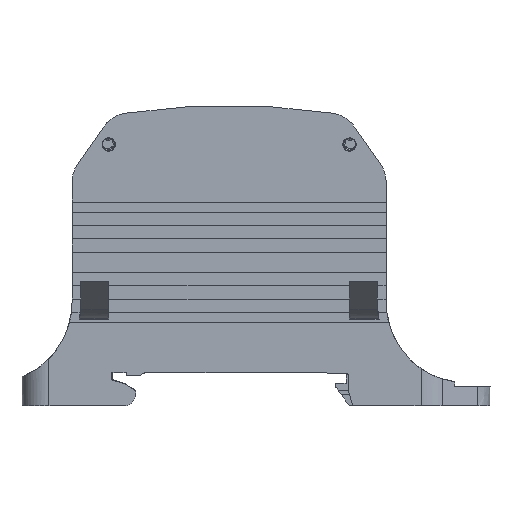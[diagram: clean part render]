
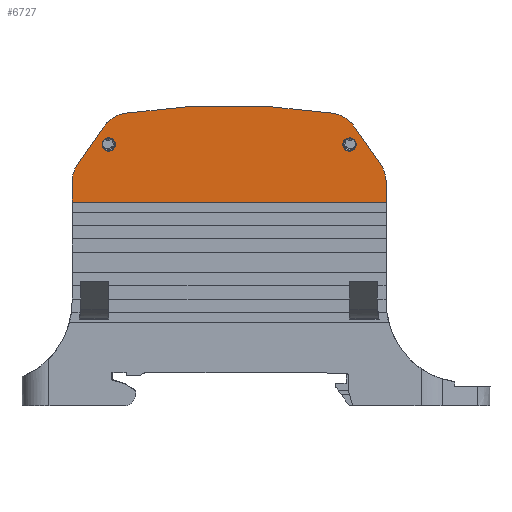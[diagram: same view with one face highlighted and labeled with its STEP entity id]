
A CAD part, left-side view. The second image highlights one B-rep face of the part: STEP entity #6727.
In plain terms, the highlighted planar face has unit normal (-1, 0, 0).
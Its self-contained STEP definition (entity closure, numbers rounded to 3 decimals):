
#2875=AXIS2_PLACEMENT_3D('Plane Axis2P3D',#2872,#2873,#2874) ;
#6585=AXIS2_PLACEMENT_3D('Circle Axis2P3D',#6583,#6584,$) ;
#6599=AXIS2_PLACEMENT_3D('Circle Axis2P3D',#6597,#6598,$) ;
#6606=AXIS2_PLACEMENT_3D('Circle Axis2P3D',#6604,#6605,$) ;
#6613=AXIS2_PLACEMENT_3D('Circle Axis2P3D',#6611,#6612,$) ;
#6627=AXIS2_PLACEMENT_3D('Circle Axis2P3D',#6625,#6626,$) ;
#6651=AXIS2_PLACEMENT_3D('Circle Axis2P3D',#6649,#6650,$) ;
#6660=AXIS2_PLACEMENT_3D('Circle Axis2P3D',#6658,#6659,$) ;
#2872=CARTESIAN_POINT('Axis2P3D Location',(0.,11.525,13.)) ;
#6554=CARTESIAN_POINT('Vertex',(0.,15.525,30.5)) ;
#6557=CARTESIAN_POINT('Line Origine',(0.,39.025,30.5)) ;
#6561=CARTESIAN_POINT('Vertex',(0.,62.525,30.5)) ;
#6576=CARTESIAN_POINT('Line Origine',(0.,15.525,31.962)) ;
#6580=CARTESIAN_POINT('Vertex',(0.,15.525,33.424)) ;
#6583=CARTESIAN_POINT('Axis2P3D Location',(0.,20.525,33.424)) ;
#6587=CARTESIAN_POINT('Vertex',(0.,16.429,36.291)) ;
#6590=CARTESIAN_POINT('Line Origine',(0.,18.332,39.008)) ;
#6594=CARTESIAN_POINT('Vertex',(0.,20.234,41.724)) ;
#6597=CARTESIAN_POINT('Axis2P3D Location',(0.,24.329,38.856)) ;
#6601=CARTESIAN_POINT('Vertex',(0.,23.556,43.796)) ;
#6604=CARTESIAN_POINT('Axis2P3D Location',(0.,39.025,-55.)) ;
#6608=CARTESIAN_POINT('Vertex',(0.,54.495,43.796)) ;
#6611=CARTESIAN_POINT('Axis2P3D Location',(0.,53.721,38.856)) ;
#6615=CARTESIAN_POINT('Vertex',(0.,57.817,41.724)) ;
#6618=CARTESIAN_POINT('Line Origine',(0.,59.719,39.008)) ;
#6622=CARTESIAN_POINT('Vertex',(0.,61.621,36.291)) ;
#6625=CARTESIAN_POINT('Axis2P3D Location',(0.,57.525,33.424)) ;
#6629=CARTESIAN_POINT('Vertex',(0.,62.525,33.424)) ;
#6632=CARTESIAN_POINT('Line Origine',(0.,62.525,31.962)) ;
#6649=CARTESIAN_POINT('Axis2P3D Location',(0.,57.025,39.1)) ;
#6653=CARTESIAN_POINT('Vertex',(0.,56.025,39.1)) ;
#6655=CARTESIAN_POINT('Vertex',(0.,58.025,39.1)) ;
#6658=CARTESIAN_POINT('Axis2P3D Location',(0.,57.025,39.1)) ;
#6668=CARTESIAN_POINT('Control Point',(0.,20.025,39.1)) ;
#6669=CARTESIAN_POINT('Control Point',(0.,20.025,39.198)) ;
#6670=CARTESIAN_POINT('Control Point',(0.,20.037,39.296)) ;
#6671=CARTESIAN_POINT('Control Point',(0.,20.061,39.392)) ;
#6672=CARTESIAN_POINT('Control Point',(0.,20.132,39.576)) ;
#6673=CARTESIAN_POINT('Control Point',(0.,20.246,39.738)) ;
#6674=CARTESIAN_POINT('Control Point',(0.,20.312,39.811)) ;
#6675=CARTESIAN_POINT('Control Point',(0.,20.461,39.94)) ;
#6676=CARTESIAN_POINT('Control Point',(0.,20.637,40.03)) ;
#6677=CARTESIAN_POINT('Control Point',(0.,20.731,40.063)) ;
#6678=CARTESIAN_POINT('Control Point',(0.,20.923,40.107)) ;
#6679=CARTESIAN_POINT('Control Point',(0.,21.12,40.103)) ;
#6680=CARTESIAN_POINT('Control Point',(0.,21.218,40.089)) ;
#6681=CARTESIAN_POINT('Control Point',(0.,21.409,40.036)) ;
#6682=CARTESIAN_POINT('Control Point',(0.,21.581,39.94)) ;
#6683=CARTESIAN_POINT('Control Point',(0.,21.661,39.881)) ;
#6684=CARTESIAN_POINT('Control Point',(0.,21.804,39.746)) ;
#6685=CARTESIAN_POINT('Control Point',(0.,21.911,39.58)) ;
#6686=CARTESIAN_POINT('Control Point',(0.,21.954,39.49)) ;
#6687=CARTESIAN_POINT('Control Point',(0.,21.998,39.358)) ;
#6688=CARTESIAN_POINT('Control Point',(0.,22.019,39.221)) ;
#6689=CARTESIAN_POINT('Control Point',(0.,22.023,39.181)) ;
#6690=CARTESIAN_POINT('Control Point',(0.,22.025,39.14)) ;
#6691=CARTESIAN_POINT('Control Point',(0.,22.025,39.1)) ;
#6692=CARTESIAN_POINT('Vertex',(0.,20.025,39.1)) ;
#6694=CARTESIAN_POINT('Vertex',(0.,22.025,39.1)) ;
#6698=CARTESIAN_POINT('Control Point',(0.,22.025,39.1)) ;
#6699=CARTESIAN_POINT('Control Point',(0.,22.025,39.002)) ;
#6700=CARTESIAN_POINT('Control Point',(0.,22.013,38.904)) ;
#6701=CARTESIAN_POINT('Control Point',(0.,21.989,38.808)) ;
#6702=CARTESIAN_POINT('Control Point',(0.,21.918,38.624)) ;
#6703=CARTESIAN_POINT('Control Point',(0.,21.805,38.462)) ;
#6704=CARTESIAN_POINT('Control Point',(0.,21.738,38.389)) ;
#6705=CARTESIAN_POINT('Control Point',(0.,21.589,38.26)) ;
#6706=CARTESIAN_POINT('Control Point',(0.,21.413,38.17)) ;
#6707=CARTESIAN_POINT('Control Point',(0.,21.32,38.137)) ;
#6708=CARTESIAN_POINT('Control Point',(0.,21.127,38.093)) ;
#6709=CARTESIAN_POINT('Control Point',(0.,20.93,38.097)) ;
#6710=CARTESIAN_POINT('Control Point',(0.,20.832,38.111)) ;
#6711=CARTESIAN_POINT('Control Point',(0.,20.642,38.164)) ;
#6712=CARTESIAN_POINT('Control Point',(0.,20.469,38.26)) ;
#6713=CARTESIAN_POINT('Control Point',(0.,20.39,38.319)) ;
#6714=CARTESIAN_POINT('Control Point',(0.,20.246,38.454)) ;
#6715=CARTESIAN_POINT('Control Point',(0.,20.14,38.62)) ;
#6716=CARTESIAN_POINT('Control Point',(0.,20.097,38.71)) ;
#6717=CARTESIAN_POINT('Control Point',(0.,20.052,38.842)) ;
#6718=CARTESIAN_POINT('Control Point',(0.,20.031,38.979)) ;
#6719=CARTESIAN_POINT('Control Point',(0.,20.027,39.019)) ;
#6720=CARTESIAN_POINT('Control Point',(0.,20.025,39.06)) ;
#6721=CARTESIAN_POINT('Control Point',(0.,20.025,39.1)) ;
#2873=DIRECTION('Axis2P3D Direction',(1.,0.,0.)) ;
#2874=DIRECTION('Axis2P3D XDirection',(0.,1.,0.)) ;
#6558=DIRECTION('Vector Direction',(0.,1.,0.)) ;
#6577=DIRECTION('Vector Direction',(0.,0.,1.)) ;
#6584=DIRECTION('Axis2P3D Direction',(1.,0.,0.)) ;
#6591=DIRECTION('Vector Direction',(0.,0.574,0.819)) ;
#6598=DIRECTION('Axis2P3D Direction',(1.,0.,0.)) ;
#6605=DIRECTION('Axis2P3D Direction',(1.,0.,0.)) ;
#6612=DIRECTION('Axis2P3D Direction',(1.,0.,0.)) ;
#6619=DIRECTION('Vector Direction',(0.,-0.574,0.819)) ;
#6626=DIRECTION('Axis2P3D Direction',(1.,0.,0.)) ;
#6633=DIRECTION('Vector Direction',(0.,0.,1.)) ;
#6650=DIRECTION('Axis2P3D Direction',(1.,0.,0.)) ;
#6659=DIRECTION('Axis2P3D Direction',(1.,0.,0.)) ;
#6559=VECTOR('Line Direction',#6558,1.) ;
#6578=VECTOR('Line Direction',#6577,1.) ;
#6592=VECTOR('Line Direction',#6591,1.) ;
#6620=VECTOR('Line Direction',#6619,1.) ;
#6634=VECTOR('Line Direction',#6633,1.) ;
#6638=ORIENTED_EDGE('',*,*,#6563,.F.) ;
#6639=ORIENTED_EDGE('',*,*,#6582,.T.) ;
#6640=ORIENTED_EDGE('',*,*,#6589,.F.) ;
#6641=ORIENTED_EDGE('',*,*,#6596,.T.) ;
#6642=ORIENTED_EDGE('',*,*,#6603,.F.) ;
#6643=ORIENTED_EDGE('',*,*,#6610,.F.) ;
#6644=ORIENTED_EDGE('',*,*,#6617,.F.) ;
#6645=ORIENTED_EDGE('',*,*,#6624,.F.) ;
#6646=ORIENTED_EDGE('',*,*,#6631,.F.) ;
#6647=ORIENTED_EDGE('',*,*,#6636,.F.) ;
#6664=ORIENTED_EDGE('',*,*,#6657,.T.) ;
#6665=ORIENTED_EDGE('',*,*,#6662,.T.) ;
#6724=ORIENTED_EDGE('',*,*,#6696,.F.) ;
#6725=ORIENTED_EDGE('',*,*,#6722,.F.) ;
#6666=FACE_BOUND('',#6663,.T.) ;
#6726=FACE_BOUND('',#6723,.T.) ;
#6727=ADVANCED_FACE('MLD',(#6648,#6666,#6726),#2876,.F.) ;
#6667=B_SPLINE_CURVE_WITH_KNOTS('',5,(#6668,#6669,#6670,#6671,#6672,#6673,#6674,#6675,#6676,#6677,#6678,#6679,#6680,#6681,#6682,#6683,#6684,#6685,#6686,#6687,#6688,#6689,#6690,#6691),.UNSPECIFIED.,.F.,.U.,(6,3,3,3,3,3,3,6),(0.,0.693,1.386,2.078,2.771,3.464,4.157,4.443),.UNSPECIFIED.) ;
#6697=B_SPLINE_CURVE_WITH_KNOTS('',5,(#6698,#6699,#6700,#6701,#6702,#6703,#6704,#6705,#6706,#6707,#6708,#6709,#6710,#6711,#6712,#6713,#6714,#6715,#6716,#6717,#6718,#6719,#6720,#6721),.UNSPECIFIED.,.F.,.U.,(6,3,3,3,3,3,3,6),(0.,0.693,1.386,2.078,2.771,3.464,4.157,4.443),.UNSPECIFIED.) ;
#6586=CIRCLE('generated circle',#6585,5.) ;
#6600=CIRCLE('generated circle',#6599,5.) ;
#6607=CIRCLE('generated circle',#6606,100.) ;
#6614=CIRCLE('generated circle',#6613,5.) ;
#6628=CIRCLE('generated circle',#6627,5.) ;
#6652=CIRCLE('generated circle',#6651,1.) ;
#6661=CIRCLE('generated circle',#6660,1.) ;
#6563=EDGE_CURVE('',#6555,#6562,#6560,.T.) ;
#6582=EDGE_CURVE('',#6555,#6581,#6579,.T.) ;
#6589=EDGE_CURVE('',#6588,#6581,#6586,.T.) ;
#6596=EDGE_CURVE('',#6588,#6595,#6593,.T.) ;
#6603=EDGE_CURVE('',#6602,#6595,#6600,.T.) ;
#6610=EDGE_CURVE('',#6609,#6602,#6607,.T.) ;
#6617=EDGE_CURVE('',#6616,#6609,#6614,.T.) ;
#6624=EDGE_CURVE('',#6623,#6616,#6621,.T.) ;
#6631=EDGE_CURVE('',#6630,#6623,#6628,.T.) ;
#6636=EDGE_CURVE('',#6562,#6630,#6635,.T.) ;
#6657=EDGE_CURVE('',#6654,#6656,#6652,.T.) ;
#6662=EDGE_CURVE('',#6656,#6654,#6661,.T.) ;
#6696=EDGE_CURVE('',#6693,#6695,#6667,.T.) ;
#6722=EDGE_CURVE('',#6695,#6693,#6697,.T.) ;
#6637=EDGE_LOOP('',(#6638,#6639,#6640,#6641,#6642,#6643,#6644,#6645,#6646,#6647)) ;
#6663=EDGE_LOOP('',(#6664,#6665)) ;
#6723=EDGE_LOOP('',(#6724,#6725)) ;
#6648=FACE_OUTER_BOUND('',#6637,.T.) ;
#6560=LINE('Line',#6557,#6559) ;
#6579=LINE('Line',#6576,#6578) ;
#6593=LINE('Line',#6590,#6592) ;
#6621=LINE('Line',#6618,#6620) ;
#6635=LINE('Line',#6632,#6634) ;
#2876=PLANE('',#2875) ;
#6555=VERTEX_POINT('',#6554) ;
#6562=VERTEX_POINT('',#6561) ;
#6581=VERTEX_POINT('',#6580) ;
#6588=VERTEX_POINT('',#6587) ;
#6595=VERTEX_POINT('',#6594) ;
#6602=VERTEX_POINT('',#6601) ;
#6609=VERTEX_POINT('',#6608) ;
#6616=VERTEX_POINT('',#6615) ;
#6623=VERTEX_POINT('',#6622) ;
#6630=VERTEX_POINT('',#6629) ;
#6654=VERTEX_POINT('',#6653) ;
#6656=VERTEX_POINT('',#6655) ;
#6693=VERTEX_POINT('',#6692) ;
#6695=VERTEX_POINT('',#6694) ;
